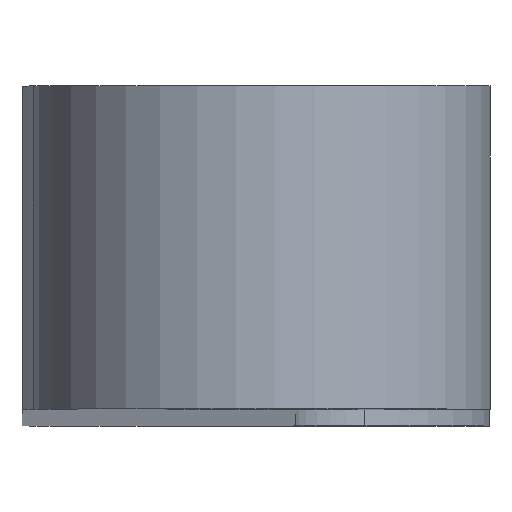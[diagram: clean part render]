
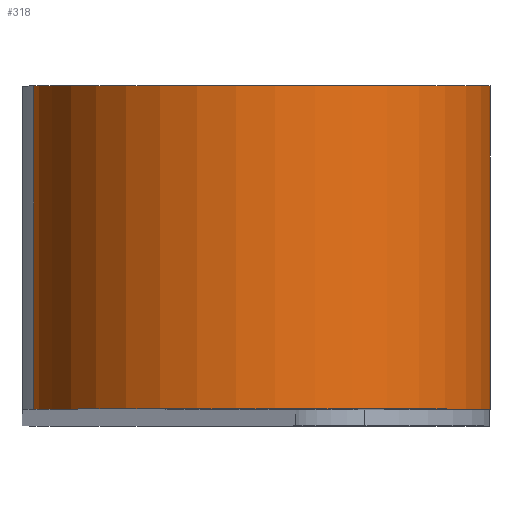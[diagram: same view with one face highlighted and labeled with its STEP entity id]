
A CAD part, top view. The second image highlights one B-rep face of the part: STEP entity #318.
In plain terms, the highlighted cylindrical face has radius 6.667 mm (diameter 13.335 mm), a partial arc.
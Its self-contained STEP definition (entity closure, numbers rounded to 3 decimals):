
#26=LINE('',#561,#44);
#27=LINE('',#567,#45);
#44=VECTOR('',#463,9.428);
#45=VECTOR('',#470,9.428);
#59=CYLINDRICAL_SURFACE('',#377,6.667);
#84=FACE_OUTER_BOUND('',#108,.T.);
#108=EDGE_LOOP('',(#257,#258,#259,#260));
#135=CIRCLE('',#378,6.667);
#136=CIRCLE('',#379,6.667);
#161=VERTEX_POINT('',#557);
#162=VERTEX_POINT('',#559);
#163=VERTEX_POINT('',#563);
#164=VERTEX_POINT('',#565);
#198=EDGE_CURVE('',#161,#162,#26,.T.);
#199=EDGE_CURVE('',#163,#161,#135,.T.);
#200=EDGE_CURVE('',#164,#162,#136,.T.);
#201=EDGE_CURVE('',#163,#164,#27,.T.);
#257=ORIENTED_EDGE('',*,*,#199,.T.);
#258=ORIENTED_EDGE('',*,*,#198,.T.);
#259=ORIENTED_EDGE('',*,*,#200,.F.);
#260=ORIENTED_EDGE('',*,*,#201,.F.);
#318=ADVANCED_FACE('',(#84),#59,.T.);
#377=AXIS2_PLACEMENT_3D('',#562,#464,#465);
#378=AXIS2_PLACEMENT_3D('',#564,#466,#467);
#379=AXIS2_PLACEMENT_3D('',#566,#468,#469);
#463=DIRECTION('',(0.,1.,0.));
#464=DIRECTION('center_axis',(0.,1.,0.));
#465=DIRECTION('ref_axis',(0.55,0.,0.835));
#466=DIRECTION('center_axis',(0.,1.,0.));
#467=DIRECTION('ref_axis',(-0.998,0.,0.063));
#468=DIRECTION('center_axis',(0.,1.,0.));
#469=DIRECTION('ref_axis',(-0.998,0.,0.063));
#470=DIRECTION('',(0.,1.,0.));
#557=CARTESIAN_POINT('',(10.,0.,289.459));
#559=CARTESIAN_POINT('',(10.,9.428,289.459));
#561=CARTESIAN_POINT('',(10.,0.,289.459));
#562=CARTESIAN_POINT('Origin',(6.99,0.,295.409));
#563=CARTESIAN_POINT('',(0.336,0.,295.826));
#564=CARTESIAN_POINT('Origin',(6.99,0.,295.409));
#565=CARTESIAN_POINT('',(0.336,9.428,295.826));
#566=CARTESIAN_POINT('Origin',(6.99,9.428,295.409));
#567=CARTESIAN_POINT('',(0.336,0.,295.826));
